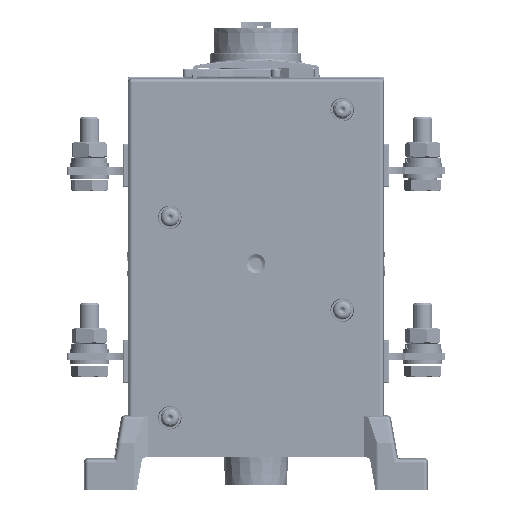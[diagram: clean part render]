
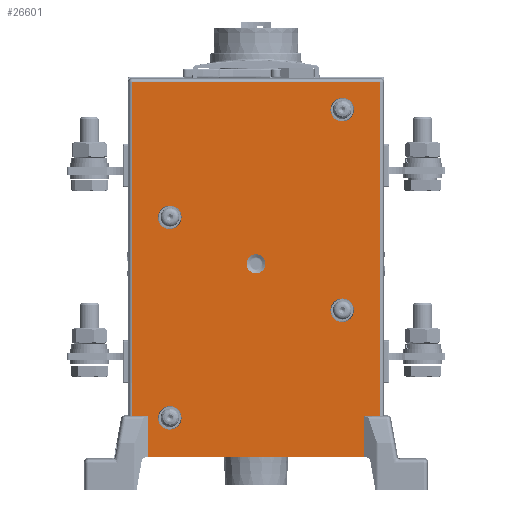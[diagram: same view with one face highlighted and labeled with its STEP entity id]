
A CAD part, front view. The second image highlights one B-rep face of the part: STEP entity #26601.
In plain terms, the highlighted planar face has unit normal (0, -1, 0).
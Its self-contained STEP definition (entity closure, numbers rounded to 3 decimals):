
#2179=FACE_BOUND('',#37792,.T.);
#2180=FACE_BOUND('',#37793,.T.);
#2181=FACE_BOUND('',#37794,.T.);
#2182=FACE_BOUND('',#37795,.T.);
#2183=FACE_BOUND('',#37796,.T.);
#2184=FACE_BOUND('',#37797,.T.);
#21774=PLANE('',#152795);
#26601=ADVANCED_FACE('',(#2179,#2180,#2181,#2182,#2183,#2184),#21774,.F.);
#37792=EDGE_LOOP('',(#66098,#66099,#66100,#66101,#66102,#66103,#66104,#66105));
#37793=EDGE_LOOP('',(#66106));
#37794=EDGE_LOOP('',(#66107));
#37795=EDGE_LOOP('',(#66108));
#37796=EDGE_LOOP('',(#66109));
#37797=EDGE_LOOP('',(#66110));
#43598=LINE('',#228008,#50186);
#43602=LINE('',#228028,#50190);
#43614=LINE('',#228056,#50202);
#43615=LINE('',#228057,#50203);
#43616=LINE('',#228059,#50204);
#43617=LINE('',#228061,#50205);
#43618=LINE('',#228063,#50206);
#43619=LINE('',#228065,#50207);
#50186=VECTOR('',#167172,1.);
#50190=VECTOR('',#167192,1.);
#50202=VECTOR('',#167212,1.);
#50203=VECTOR('',#167213,1.);
#50204=VECTOR('',#167214,1.);
#50205=VECTOR('',#167215,1.);
#50206=VECTOR('',#167216,1.);
#50207=VECTOR('',#167217,1.);
#66098=ORIENTED_EDGE('',*,*,#114342,.F.);
#66099=ORIENTED_EDGE('',*,*,#114320,.T.);
#66100=ORIENTED_EDGE('',*,*,#114343,.T.);
#66101=ORIENTED_EDGE('',*,*,#114344,.T.);
#66102=ORIENTED_EDGE('',*,*,#114345,.T.);
#66103=ORIENTED_EDGE('',*,*,#114346,.T.);
#66104=ORIENTED_EDGE('',*,*,#114347,.T.);
#66105=ORIENTED_EDGE('',*,*,#114329,.T.);
#66106=ORIENTED_EDGE('',*,*,#114348,.F.);
#66107=ORIENTED_EDGE('',*,*,#114349,.T.);
#66108=ORIENTED_EDGE('',*,*,#114350,.F.);
#66109=ORIENTED_EDGE('',*,*,#114351,.T.);
#66110=ORIENTED_EDGE('',*,*,#114352,.T.);
#91335=VERTEX_POINT('',#228005);
#91336=VERTEX_POINT('',#228007);
#91343=VERTEX_POINT('',#228026);
#91345=VERTEX_POINT('',#228029);
#91357=VERTEX_POINT('',#228058);
#91358=VERTEX_POINT('',#228060);
#91359=VERTEX_POINT('',#228062);
#91360=VERTEX_POINT('',#228064);
#91361=VERTEX_POINT('',#228067);
#91362=VERTEX_POINT('',#228069);
#91363=VERTEX_POINT('',#228071);
#91364=VERTEX_POINT('',#228073);
#91365=VERTEX_POINT('',#228075);
#114320=EDGE_CURVE('',#91335,#91336,#43598,.T.);
#114329=EDGE_CURVE('',#91345,#91343,#43602,.T.);
#114342=EDGE_CURVE('',#91335,#91343,#43614,.T.);
#114343=EDGE_CURVE('',#91336,#91357,#43615,.T.);
#114344=EDGE_CURVE('',#91357,#91358,#43616,.T.);
#114345=EDGE_CURVE('',#91358,#91359,#43617,.T.);
#114346=EDGE_CURVE('',#91359,#91360,#43618,.T.);
#114347=EDGE_CURVE('',#91360,#91345,#43619,.T.);
#114348=EDGE_CURVE('',#91361,#91361,#129613,.T.);
#114349=EDGE_CURVE('',#91362,#91362,#129614,.T.);
#114350=EDGE_CURVE('',#91363,#91363,#129615,.T.);
#114351=EDGE_CURVE('',#91364,#91364,#129616,.T.);
#114352=EDGE_CURVE('',#91365,#91365,#129617,.T.);
#129613=CIRCLE('',#152790,3.886);
#129614=CIRCLE('',#152791,4.818);
#129615=CIRCLE('',#152792,4.818);
#129616=CIRCLE('',#152793,4.818);
#129617=CIRCLE('',#152794,4.818);
#152790=AXIS2_PLACEMENT_3D('',#228066,#167218,#167219);
#152791=AXIS2_PLACEMENT_3D('',#228068,#167220,#167221);
#152792=AXIS2_PLACEMENT_3D('',#228070,#167222,#167223);
#152793=AXIS2_PLACEMENT_3D('',#228072,#167224,#167225);
#152794=AXIS2_PLACEMENT_3D('',#228074,#167226,#167227);
#152795=AXIS2_PLACEMENT_3D('',#228076,#167228,#167229);
#167172=DIRECTION('',(0.,0.,1.));
#167192=DIRECTION('',(0.,0.,-1.));
#167212=DIRECTION('',(-1.,0.,0.));
#167213=DIRECTION('',(1.,0.,0.));
#167214=DIRECTION('',(0.,0.,1.));
#167215=DIRECTION('',(-1.,0.,0.));
#167216=DIRECTION('',(0.,0.,-1.));
#167217=DIRECTION('',(1.,0.,0.));
#167218=DIRECTION('',(0.,-1.,0.));
#167219=DIRECTION('',(-1.,0.,0.));
#167220=DIRECTION('',(0.,1.,0.));
#167221=DIRECTION('',(-1.,0.,0.));
#167222=DIRECTION('',(0.,-1.,0.));
#167223=DIRECTION('',(-1.,0.,0.));
#167224=DIRECTION('',(0.,1.,0.));
#167225=DIRECTION('',(-1.,0.,0.));
#167226=DIRECTION('',(0.,1.,0.));
#167227=DIRECTION('',(-1.,0.,0.));
#167228=DIRECTION('',(0.,1.,0.));
#167229=DIRECTION('',(0.,0.,-1.));
#228005=CARTESIAN_POINT('',(44.009,-38.292,-79.16));
#228007=CARTESIAN_POINT('',(44.009,-38.292,-62.386));
#228008=CARTESIAN_POINT('',(44.009,-38.292,-79.16));
#228026=CARTESIAN_POINT('',(-44.009,-38.292,-79.16));
#228028=CARTESIAN_POINT('',(-44.009,-38.292,-79.16));
#228029=CARTESIAN_POINT('',(-44.009,-38.292,-62.386));
#228056=CARTESIAN_POINT('',(44.009,-38.292,-79.16));
#228057=CARTESIAN_POINT('',(50.62,-38.292,-62.386));
#228058=CARTESIAN_POINT('',(50.62,-38.292,-62.386));
#228059=CARTESIAN_POINT('',(50.62,-38.292,74.118));
#228060=CARTESIAN_POINT('',(50.62,-38.292,74.118));
#228061=CARTESIAN_POINT('',(-50.62,-38.292,74.118));
#228062=CARTESIAN_POINT('',(-50.62,-38.292,74.118));
#228063=CARTESIAN_POINT('',(-50.62,-38.292,74.118));
#228064=CARTESIAN_POINT('',(-50.62,-38.292,-62.386));
#228065=CARTESIAN_POINT('',(-44.009,-38.292,-62.386));
#228066=CARTESIAN_POINT('',(0.,-38.292,-0.001));
#228067=CARTESIAN_POINT('',(-3.886,-38.292,-0.001));
#228068=CARTESIAN_POINT('',(35.249,-38.292,62.996));
#228069=CARTESIAN_POINT('',(30.431,-38.292,62.996));
#228070=CARTESIAN_POINT('',(35.249,-38.292,-19.001));
#228071=CARTESIAN_POINT('',(30.431,-38.292,-19.001));
#228072=CARTESIAN_POINT('',(-35.249,-38.292,-62.999));
#228073=CARTESIAN_POINT('',(-40.066,-38.292,-62.999));
#228074=CARTESIAN_POINT('',(-35.249,-38.292,18.998));
#228075=CARTESIAN_POINT('',(-40.066,-38.292,18.998));
#228076=CARTESIAN_POINT('',(-15.319,-38.292,-19.021));
